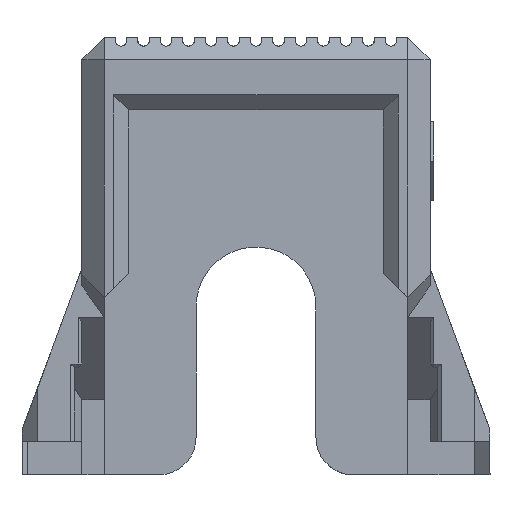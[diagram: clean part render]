
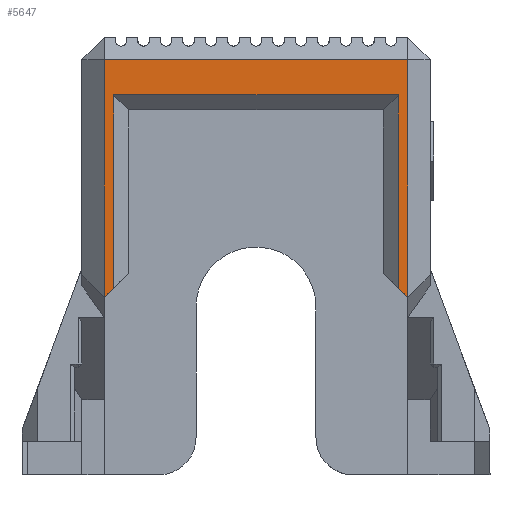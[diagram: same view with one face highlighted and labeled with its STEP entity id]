
A CAD part, front view. The second image highlights one B-rep face of the part: STEP entity #5647.
In plain terms, the highlighted planar face has unit normal (0, -1, 0).
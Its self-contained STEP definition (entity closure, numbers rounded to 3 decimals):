
#98 = CARTESIAN_POINT ( 'NONE',  ( 23.228, -43.272, 59.782 ) ) ;
#542 = ORIENTED_EDGE ( 'NONE', *, *, #9021, .T. ) ;
#1431 = LINE ( 'NONE', #14518, #7459 ) ;
#2011 = VECTOR ( 'NONE', #5047, 1000. ) ;
#2014 = AXIS2_PLACEMENT_3D ( 'NONE', #5440, #6591, #7949 ) ;
#2173 = LINE ( 'NONE', #3620, #15059 ) ;
#2427 = VECTOR ( 'NONE', #12585, 1000. ) ;
#2860 = CARTESIAN_POINT ( 'NONE',  ( -20.228, -43.272, -7.5 ) ) ;
#3012 = VERTEX_POINT ( 'NONE', #15868 ) ;
#3616 = DIRECTION ( 'NONE',  ( 1., 0., 0. ) ) ;
#3620 = CARTESIAN_POINT ( 'NONE',  ( 19., -43.272, -7.5 ) ) ;
#3817 = CARTESIAN_POINT ( 'NONE',  ( -20.228, -43.272, 64.5 ) ) ;
#3931 = VERTEX_POINT ( 'NONE', #15281 ) ;
#3951 = DIRECTION ( 'NONE',  ( -1., 0., 0. ) ) ;
#3988 = LINE ( 'NONE', #98, #2011 ) ;
#4019 = EDGE_CURVE ( 'NONE', #4693, #7227, #9738, .T. ) ;
#4236 = VECTOR ( 'NONE', #5027, 1000. ) ;
#4248 = ORIENTED_EDGE ( 'NONE', *, *, #14898, .T. ) ;
#4600 = VECTOR ( 'NONE', #15158, 1000. ) ;
#4634 = DIRECTION ( 'NONE',  ( 1., 0., 0. ) ) ;
#4686 = EDGE_CURVE ( 'NONE', #13429, #15267, #13820, .T. ) ;
#4693 = VERTEX_POINT ( 'NONE', #5080 ) ;
#4834 = DIRECTION ( 'NONE',  ( 0., 0., -1. ) ) ;
#5027 = DIRECTION ( 'NONE',  ( -0.707, 0., 0.707 ) ) ;
#5047 = DIRECTION ( 'NONE',  ( 1., 0., 0. ) ) ;
#5080 = CARTESIAN_POINT ( 'NONE',  ( 20.228, -43.272, 64.5 ) ) ;
#5111 = EDGE_LOOP ( 'NONE', ( #8275, #15959, #4248, #7860, #9735, #9103, #14192, #12527, #14651, #542 ) ) ;
#5440 = CARTESIAN_POINT ( 'NONE',  ( 23.228, -43.272, -7.5 ) ) ;
#5531 = EDGE_CURVE ( 'NONE', #6966, #3931, #13409, .T. ) ;
#5647 = ADVANCED_FACE ( 'NONE', ( #6731 ), #14229, .T. ) ;
#5723 = CARTESIAN_POINT ( 'NONE',  ( -19., -43.272, 33.982 ) ) ;
#6204 = EDGE_CURVE ( 'NONE', #13429, #12606, #11031, .T. ) ;
#6281 = CARTESIAN_POINT ( 'NONE',  ( -18.6, -43.272, 34.382 ) ) ;
#6286 = EDGE_CURVE ( 'NONE', #4693, #12606, #9059, .T. ) ;
#6418 = VECTOR ( 'NONE', #3951, 1000. ) ;
#6483 = LINE ( 'NONE', #2860, #8626 ) ;
#6591 = DIRECTION ( 'NONE',  ( 0., -1., 0. ) ) ;
#6731 = FACE_OUTER_BOUND ( 'NONE', #5111, .T. ) ;
#6966 = VERTEX_POINT ( 'NONE', #5723 ) ;
#7227 = VERTEX_POINT ( 'NONE', #3817 ) ;
#7333 = CARTESIAN_POINT ( 'NONE',  ( 23.228, -43.272, 32.782 ) ) ;
#7459 = VECTOR ( 'NONE', #12000, 1000. ) ;
#7618 = DIRECTION ( 'NONE',  ( 0., 0., -1. ) ) ;
#7733 = CARTESIAN_POINT ( 'NONE',  ( 19., -43.272, 33.982 ) ) ;
#7860 = ORIENTED_EDGE ( 'NONE', *, *, #7896, .T. ) ;
#7896 = EDGE_CURVE ( 'NONE', #8438, #3012, #3988, .T. ) ;
#7949 = DIRECTION ( 'NONE',  ( 0., 0., -1. ) ) ;
#8275 = ORIENTED_EDGE ( 'NONE', *, *, #8801, .T. ) ;
#8438 = VERTEX_POINT ( 'NONE', #13936 ) ;
#8626 = VECTOR ( 'NONE', #7618, 1000. ) ;
#8801 = EDGE_CURVE ( 'NONE', #12203, #3931, #15077, .T. ) ;
#9021 = EDGE_CURVE ( 'NONE', #7227, #12203, #6483, .T. ) ;
#9059 = LINE ( 'NONE', #10019, #2427 ) ;
#9103 = ORIENTED_EDGE ( 'NONE', *, *, #4686, .F. ) ;
#9236 = CARTESIAN_POINT ( 'NONE',  ( 20.228, -43.272, 32.782 ) ) ;
#9259 = VECTOR ( 'NONE', #3616, 1000. ) ;
#9735 = ORIENTED_EDGE ( 'NONE', *, *, #15614, .T. ) ;
#9738 = LINE ( 'NONE', #11305, #6418 ) ;
#10019 = CARTESIAN_POINT ( 'NONE',  ( 20.228, -43.272, 11.25 ) ) ;
#10197 = CARTESIAN_POINT ( 'NONE',  ( 20.2, -43.272, 32.782 ) ) ;
#10978 = VECTOR ( 'NONE', #4634, 1000. ) ;
#11031 = LINE ( 'NONE', #7333, #9259 ) ;
#11305 = CARTESIAN_POINT ( 'NONE',  ( 23.228, -43.272, 64.5 ) ) ;
#11359 = CARTESIAN_POINT ( 'NONE',  ( 18.6, -43.272, 34.382 ) ) ;
#12000 = DIRECTION ( 'NONE',  ( 0., 0., 1. ) ) ;
#12203 = VERTEX_POINT ( 'NONE', #13425 ) ;
#12527 = ORIENTED_EDGE ( 'NONE', *, *, #6286, .F. ) ;
#12585 = DIRECTION ( 'NONE',  ( 0., 0., -1. ) ) ;
#12606 = VERTEX_POINT ( 'NONE', #9236 ) ;
#13409 = LINE ( 'NONE', #6281, #4600 ) ;
#13425 = CARTESIAN_POINT ( 'NONE',  ( -20.228, -43.272, 32.782 ) ) ;
#13429 = VERTEX_POINT ( 'NONE', #10197 ) ;
#13820 = LINE ( 'NONE', #11359, #4236 ) ;
#13936 = CARTESIAN_POINT ( 'NONE',  ( -19., -43.272, 59.782 ) ) ;
#14192 = ORIENTED_EDGE ( 'NONE', *, *, #6204, .T. ) ;
#14229 = PLANE ( 'NONE',  #2014 ) ;
#14518 = CARTESIAN_POINT ( 'NONE',  ( -19., -43.272, -7.5 ) ) ;
#14651 = ORIENTED_EDGE ( 'NONE', *, *, #4019, .T. ) ;
#14898 = EDGE_CURVE ( 'NONE', #6966, #8438, #1431, .T. ) ;
#15059 = VECTOR ( 'NONE', #4834, 1000. ) ;
#15077 = LINE ( 'NONE', #16025, #10978 ) ;
#15158 = DIRECTION ( 'NONE',  ( -0.707, 0., -0.707 ) ) ;
#15267 = VERTEX_POINT ( 'NONE', #7733 ) ;
#15281 = CARTESIAN_POINT ( 'NONE',  ( -20.2, -43.272, 32.782 ) ) ;
#15614 = EDGE_CURVE ( 'NONE', #3012, #15267, #2173, .T. ) ;
#15868 = CARTESIAN_POINT ( 'NONE',  ( 19., -43.272, 59.782 ) ) ;
#15959 = ORIENTED_EDGE ( 'NONE', *, *, #5531, .F. ) ;
#16025 = CARTESIAN_POINT ( 'NONE',  ( 23.228, -43.272, 32.782 ) ) ;
